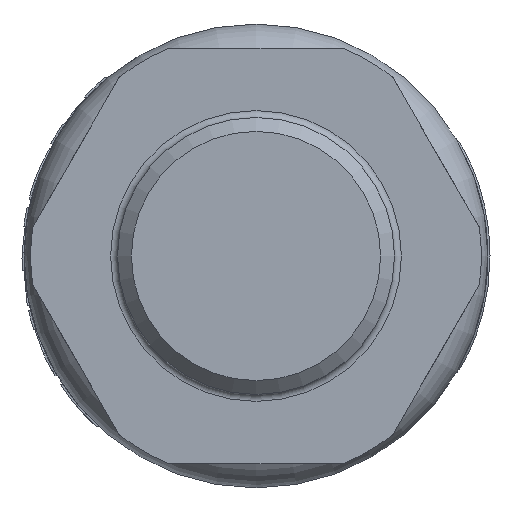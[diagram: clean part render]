
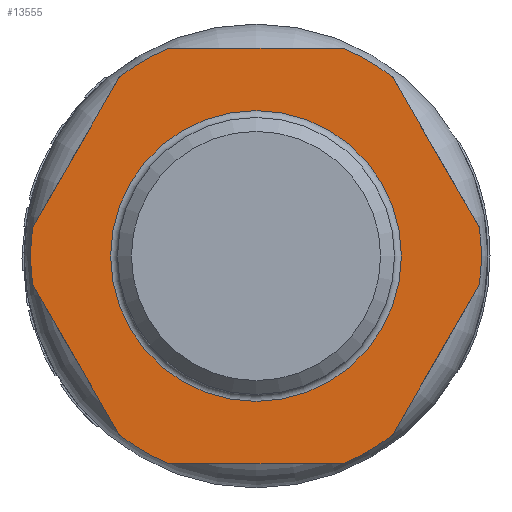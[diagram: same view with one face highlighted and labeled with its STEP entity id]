
A CAD part, left-side view. The second image highlights one B-rep face of the part: STEP entity #13555.
In plain terms, the highlighted planar face has unit normal (-1, 0, 0).
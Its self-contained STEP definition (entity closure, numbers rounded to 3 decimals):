
#126=FACE_BOUND('',#2664,.T.);
#1288=PLANE('',#14827);
#1901=FACE_OUTER_BOUND('',#2663,.T.);
#2663=EDGE_LOOP('',(#10806,#10807,#10808,#10809,#10810,#10811,#10812,#10813,
#10814,#10815,#10816,#10817));
#2664=EDGE_LOOP('',(#10818,#10819));
#3302=LINE('',#24062,#3886);
#3305=LINE('',#24070,#3889);
#3308=LINE('',#24078,#3892);
#3311=LINE('',#24087,#3895);
#3313=LINE('',#24091,#3897);
#3316=LINE('',#24096,#3900);
#3886=VECTOR('',#17458,10.);
#3889=VECTOR('',#17467,10.);
#3892=VECTOR('',#17476,10.);
#3895=VECTOR('',#17485,10.);
#3897=VECTOR('',#17489,10.);
#3900=VECTOR('',#17494,10.);
#4631=CIRCLE('',#14812,16.265);
#4632=CIRCLE('',#14815,16.265);
#4633=CIRCLE('',#14818,16.265);
#4634=CIRCLE('',#14821,16.265);
#4635=CIRCLE('',#14826,16.265);
#4636=CIRCLE('',#14828,16.265);
#4637=CIRCLE('',#14829,10.5);
#4638=CIRCLE('',#14830,10.5);
#5678=VERTEX_POINT('',#24054);
#5679=VERTEX_POINT('',#24056);
#5680=VERTEX_POINT('',#24060);
#5681=VERTEX_POINT('',#24064);
#5682=VERTEX_POINT('',#24068);
#5683=VERTEX_POINT('',#24072);
#5684=VERTEX_POINT('',#24076);
#5685=VERTEX_POINT('',#24080);
#5686=VERTEX_POINT('',#24084);
#5687=VERTEX_POINT('',#24086);
#5688=VERTEX_POINT('',#24090);
#5689=VERTEX_POINT('',#24094);
#5690=VERTEX_POINT('',#24101);
#5691=VERTEX_POINT('',#24102);
#7470=EDGE_CURVE('',#5678,#5679,#4631,.T.);
#7473=EDGE_CURVE('',#5678,#5680,#3302,.T.);
#7475=EDGE_CURVE('',#5681,#5680,#4632,.T.);
#7477=EDGE_CURVE('',#5681,#5682,#3305,.T.);
#7479=EDGE_CURVE('',#5683,#5682,#4633,.T.);
#7481=EDGE_CURVE('',#5683,#5684,#3308,.T.);
#7483=EDGE_CURVE('',#5685,#5684,#4634,.T.);
#7485=EDGE_CURVE('',#5687,#5686,#3311,.T.);
#7487=EDGE_CURVE('',#5688,#5679,#3313,.T.);
#7490=EDGE_CURVE('',#5685,#5689,#3316,.T.);
#7491=EDGE_CURVE('',#5687,#5689,#4635,.T.);
#7492=EDGE_CURVE('',#5688,#5686,#4636,.T.);
#7493=EDGE_CURVE('',#5690,#5691,#4637,.T.);
#7494=EDGE_CURVE('',#5691,#5690,#4638,.T.);
#10806=ORIENTED_EDGE('',*,*,#7485,.T.);
#10807=ORIENTED_EDGE('',*,*,#7492,.F.);
#10808=ORIENTED_EDGE('',*,*,#7487,.T.);
#10809=ORIENTED_EDGE('',*,*,#7470,.F.);
#10810=ORIENTED_EDGE('',*,*,#7473,.T.);
#10811=ORIENTED_EDGE('',*,*,#7475,.F.);
#10812=ORIENTED_EDGE('',*,*,#7477,.T.);
#10813=ORIENTED_EDGE('',*,*,#7479,.F.);
#10814=ORIENTED_EDGE('',*,*,#7481,.T.);
#10815=ORIENTED_EDGE('',*,*,#7483,.F.);
#10816=ORIENTED_EDGE('',*,*,#7490,.T.);
#10817=ORIENTED_EDGE('',*,*,#7491,.F.);
#10818=ORIENTED_EDGE('',*,*,#7493,.T.);
#10819=ORIENTED_EDGE('',*,*,#7494,.T.);
#13555=ADVANCED_FACE('',(#1901,#126),#1288,.T.);
#14812=AXIS2_PLACEMENT_3D('',#24057,#17452,#17453);
#14815=AXIS2_PLACEMENT_3D('',#24066,#17462,#17463);
#14818=AXIS2_PLACEMENT_3D('',#24074,#17471,#17472);
#14821=AXIS2_PLACEMENT_3D('',#24082,#17480,#17481);
#14826=AXIS2_PLACEMENT_3D('',#24098,#17497,#17498);
#14827=AXIS2_PLACEMENT_3D('',#24099,#17499,#17500);
#14828=AXIS2_PLACEMENT_3D('',#24100,#17501,#17502);
#14829=AXIS2_PLACEMENT_3D('',#24103,#17503,#17504);
#14830=AXIS2_PLACEMENT_3D('',#24104,#17505,#17506);
#17452=DIRECTION('center_axis',(1.,0.,0.));
#17453=DIRECTION('ref_axis',(0.,0.,
1.));
#17458=DIRECTION('',(0.,0.5,-0.866));
#17462=DIRECTION('center_axis',(1.,0.,0.));
#17463=DIRECTION('ref_axis',(0.,0.,
1.));
#17467=DIRECTION('',(0.,-0.5,-0.866));
#17471=DIRECTION('center_axis',(1.,0.,0.));
#17472=DIRECTION('ref_axis',(0.,0.,
1.));
#17476=DIRECTION('',(0.,-1.,0.));
#17480=DIRECTION('center_axis',(1.,0.,0.));
#17481=DIRECTION('ref_axis',(0.,0.,
1.));
#17485=DIRECTION('',(0.,0.5,0.866));
#17489=DIRECTION('',(0.,1.,0.));
#17494=DIRECTION('',(0.,-0.5,0.866));
#17497=DIRECTION('center_axis',(1.,0.,0.));
#17498=DIRECTION('ref_axis',(0.,0.,
1.));
#17499=DIRECTION('center_axis',(-1.,0.,0.));
#17500=DIRECTION('ref_axis',(0.,0.,
-1.));
#17501=DIRECTION('center_axis',(1.,0.,0.));
#17502=DIRECTION('ref_axis',(0.,0.,
1.));
#17503=DIRECTION('center_axis',(1.,0.,0.));
#17504=DIRECTION('ref_axis',(0.,0.,
1.));
#17505=DIRECTION('center_axis',(1.,0.,0.));
#17506=DIRECTION('ref_axis',(0.,0.,
1.));
#24054=CARTESIAN_POINT('',(-31.55,9.846,12.946));
#24056=CARTESIAN_POINT('',(-31.55,6.289,15.));
#24057=CARTESIAN_POINT('Origin',(-31.55,0.,
0.));
#24060=CARTESIAN_POINT('',(-31.55,16.135,2.054));
#24062=CARTESIAN_POINT('',(-31.55,9.385,13.745));
#24064=CARTESIAN_POINT('',(-31.55,16.135,-2.054));
#24066=CARTESIAN_POINT('Origin',(-31.55,0.,
0.));
#24068=CARTESIAN_POINT('',(-31.55,9.846,-12.946));
#24070=CARTESIAN_POINT('',(-31.55,12.529,-8.298));
#24072=CARTESIAN_POINT('',(-31.55,6.289,-15.));
#24074=CARTESIAN_POINT('Origin',(-31.55,0.,
0.));
#24076=CARTESIAN_POINT('',(-31.55,-6.289,-15.));
#24078=CARTESIAN_POINT('',(-31.55,-4.988,-15.));
#24080=CARTESIAN_POINT('',(-31.55,-9.846,-12.946));
#24082=CARTESIAN_POINT('Origin',(-31.55,0.,
0.));
#24084=CARTESIAN_POINT('',(-31.55,-9.846,12.946));
#24086=CARTESIAN_POINT('',(-31.55,-16.135,2.054));
#24087=CARTESIAN_POINT('',(-31.55,-16.596,1.255));
#24090=CARTESIAN_POINT('',(-31.55,-6.289,15.));
#24091=CARTESIAN_POINT('',(-31.55,-11.277,15.));
#24094=CARTESIAN_POINT('',(-31.55,-16.135,-2.054));
#24096=CARTESIAN_POINT('',(-31.55,-13.451,-6.702));
#24098=CARTESIAN_POINT('Origin',(-31.55,0.,
0.));
#24099=CARTESIAN_POINT('Origin',(-31.55,-16.265,0.));
#24100=CARTESIAN_POINT('Origin',(-31.55,0.,
0.));
#24101=CARTESIAN_POINT('',(-31.55,-10.5,0.));
#24102=CARTESIAN_POINT('',(-31.55,0.,-10.5));
#24103=CARTESIAN_POINT('Origin',(-31.55,0.,
0.));
#24104=CARTESIAN_POINT('Origin',(-31.55,0.,
0.));
